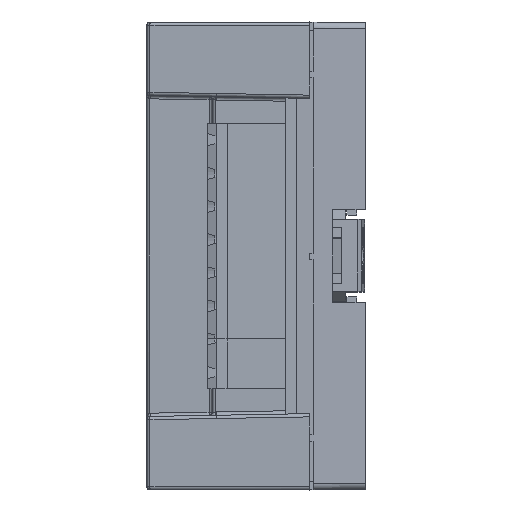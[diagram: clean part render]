
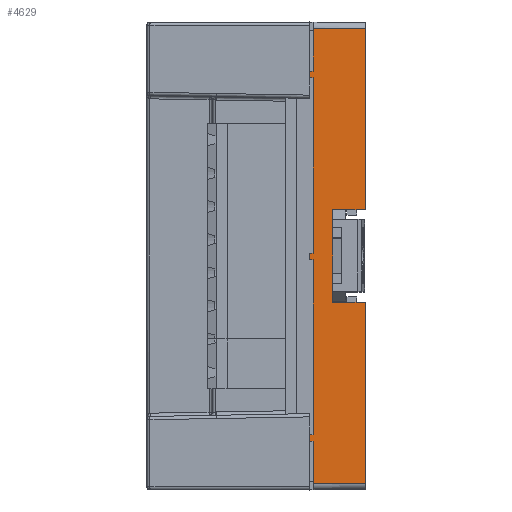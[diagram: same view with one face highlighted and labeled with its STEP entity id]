
A CAD part, left-side view. The second image highlights one B-rep face of the part: STEP entity #4629.
In plain terms, the highlighted planar face has unit normal (-1, -0.009, 0).
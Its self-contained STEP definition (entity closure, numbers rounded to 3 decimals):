
#4629=ADVANCED_FACE('',(#7021),#5759,.T.);
#5759=PLANE('',#37514);
#7021=FACE_OUTER_BOUND('',#8493,.T.);
#8493=EDGE_LOOP('',(#14156,#14157,#14158,#14159,#14160,#14161,#14162,#14163,
#14164,#14165,#14166,#14167,#14168,#14169,#14170,#14171,#14172,#14173,#14174,
#14175));
#14156=ORIENTED_EDGE('',*,*,#24985,.T.);
#14157=ORIENTED_EDGE('',*,*,#25126,.T.);
#14158=ORIENTED_EDGE('',*,*,#25127,.T.);
#14159=ORIENTED_EDGE('',*,*,#25128,.T.);
#14160=ORIENTED_EDGE('',*,*,#25129,.F.);
#14161=ORIENTED_EDGE('',*,*,#25130,.F.);
#14162=ORIENTED_EDGE('',*,*,#25080,.T.);
#14163=ORIENTED_EDGE('',*,*,#25131,.T.);
#14164=ORIENTED_EDGE('',*,*,#24258,.T.);
#14165=ORIENTED_EDGE('',*,*,#25132,.T.);
#14166=ORIENTED_EDGE('',*,*,#25133,.T.);
#14167=ORIENTED_EDGE('',*,*,#25134,.T.);
#14168=ORIENTED_EDGE('',*,*,#25083,.T.);
#14169=ORIENTED_EDGE('',*,*,#25135,.F.);
#14170=ORIENTED_EDGE('',*,*,#25136,.T.);
#14171=ORIENTED_EDGE('',*,*,#25137,.T.);
#14172=ORIENTED_EDGE('',*,*,#25138,.T.);
#14173=ORIENTED_EDGE('',*,*,#25139,.T.);
#14174=ORIENTED_EDGE('',*,*,#24981,.T.);
#14175=ORIENTED_EDGE('',*,*,#24978,.F.);
#19488=VERTEX_POINT('',#54549);
#19489=VERTEX_POINT('',#54551);
#20065=VERTEX_POINT('',#56047);
#20066=VERTEX_POINT('',#56049);
#20068=VERTEX_POINT('',#56055);
#20070=VERTEX_POINT('',#56061);
#20147=VERTEX_POINT('',#56252);
#20148=VERTEX_POINT('',#56254);
#20149=VERTEX_POINT('',#56258);
#20150=VERTEX_POINT('',#56260);
#20180=VERTEX_POINT('',#56345);
#20181=VERTEX_POINT('',#56347);
#20182=VERTEX_POINT('',#56349);
#20183=VERTEX_POINT('',#56351);
#20184=VERTEX_POINT('',#56355);
#20185=VERTEX_POINT('',#56357);
#20186=VERTEX_POINT('',#56360);
#20187=VERTEX_POINT('',#56362);
#20188=VERTEX_POINT('',#56364);
#20189=VERTEX_POINT('',#56366);
#24258=EDGE_CURVE('',#19489,#19488,#28957,.T.);
#24978=EDGE_CURVE('',#20065,#20066,#29517,.T.);
#24981=EDGE_CURVE('',#20068,#20066,#29520,.T.);
#24985=EDGE_CURVE('',#20065,#20070,#29524,.T.);
#25080=EDGE_CURVE('',#20147,#20148,#29605,.T.);
#25083=EDGE_CURVE('',#20149,#20150,#29606,.T.);
#25126=EDGE_CURVE('',#20070,#20180,#29649,.T.);
#25127=EDGE_CURVE('',#20180,#20181,#29650,.T.);
#25128=EDGE_CURVE('',#20181,#20182,#29651,.T.);
#25129=EDGE_CURVE('',#20183,#20182,#29652,.T.);
#25130=EDGE_CURVE('',#20147,#20183,#29653,.T.);
#25131=EDGE_CURVE('',#20148,#19489,#29654,.T.);
#25132=EDGE_CURVE('',#19488,#20184,#29655,.T.);
#25133=EDGE_CURVE('',#20184,#20185,#29656,.T.);
#25134=EDGE_CURVE('',#20185,#20149,#29657,.T.);
#25135=EDGE_CURVE('',#20186,#20150,#29658,.T.);
#25136=EDGE_CURVE('',#20186,#20187,#29659,.T.);
#25137=EDGE_CURVE('',#20187,#20188,#29660,.T.);
#25138=EDGE_CURVE('',#20188,#20189,#29661,.T.);
#25139=EDGE_CURVE('',#20189,#20068,#29662,.T.);
#28957=LINE('',#54550,#33123);
#29517=LINE('',#56048,#33683);
#29520=LINE('',#56054,#33686);
#29524=LINE('',#56062,#33690);
#29605=LINE('',#56255,#33771);
#29606=LINE('',#56261,#33772);
#29649=LINE('',#56344,#33815);
#29650=LINE('',#56346,#33816);
#29651=LINE('',#56348,#33817);
#29652=LINE('',#56350,#33818);
#29653=LINE('',#56352,#33819);
#29654=LINE('',#56353,#33820);
#29655=LINE('',#56354,#33821);
#29656=LINE('',#56356,#33822);
#29657=LINE('',#56358,#33823);
#29658=LINE('',#56359,#33824);
#29659=LINE('',#56361,#33825);
#29660=LINE('',#56363,#33826);
#29661=LINE('',#56365,#33827);
#29662=LINE('',#56367,#33828);
#33123=VECTOR('',#43197,1.);
#33683=VECTOR('',#44479,1.);
#33686=VECTOR('',#44484,1.);
#33690=VECTOR('',#44490,1.);
#33771=VECTOR('',#44639,1.);
#33772=VECTOR('',#44646,1.);
#33815=VECTOR('',#44711,1.);
#33816=VECTOR('',#44712,1.);
#33817=VECTOR('',#44713,1.);
#33818=VECTOR('',#44714,1.);
#33819=VECTOR('',#44715,1.);
#33820=VECTOR('',#44716,1.);
#33821=VECTOR('',#44717,1.);
#33822=VECTOR('',#44718,1.);
#33823=VECTOR('',#44719,1.);
#33824=VECTOR('',#44720,1.);
#33825=VECTOR('',#44721,1.);
#33826=VECTOR('',#44722,1.);
#33827=VECTOR('',#44723,1.);
#33828=VECTOR('',#44724,1.);
#37514=AXIS2_PLACEMENT_3D('',#56368,#44725,#44726);
#43197=DIRECTION('',(-0.009,1.,0.009));
#44479=DIRECTION('',(0.,0.,1.));
#44484=DIRECTION('',(-0.009,1.,0.));
#44490=DIRECTION('',(0.009,-1.,0.));
#44639=DIRECTION('',(0.009,-1.,0.009));
#44646=DIRECTION('',(-0.009,1.,0.009));
#44711=DIRECTION('',(0.,0.,-1.));
#44712=DIRECTION('',(-0.009,1.,0.));
#44713=DIRECTION('',(0.,0.,-1.));
#44714=DIRECTION('',(-0.009,1.,0.));
#44715=DIRECTION('',(0.,0.,1.));
#44716=DIRECTION('',(0.,0.,1.));
#44717=DIRECTION('',(0.,0.,1.));
#44718=DIRECTION('',(0.009,-1.,0.009));
#44719=DIRECTION('',(0.,0.,1.));
#44720=DIRECTION('',(0.,0.,1.));
#44721=DIRECTION('',(-0.009,1.,0.));
#44722=DIRECTION('',(0.,0.,-1.));
#44723=DIRECTION('',(0.009,-1.,0.));
#44724=DIRECTION('',(0.,0.,-1.));
#44725=DIRECTION('',(-1.,-0.009,0.));
#44726=DIRECTION('',(0.,0.,1.));
#54549=CARTESIAN_POINT('',(-44.974,5.,-7.1));
#54550=CARTESIAN_POINT('',(-44.93,0.,-7.144));
#54551=CARTESIAN_POINT('',(-44.93,0.,-7.144));
#56047=CARTESIAN_POINT('',(-45.004,8.5,-0.576));
#56048=CARTESIAN_POINT('',(-45.004,8.5,-0.076));
#56049=CARTESIAN_POINT('',(-45.004,8.5,0.424));
#56054=CARTESIAN_POINT('',(-44.978,5.484,0.424));
#56055=CARTESIAN_POINT('',(-45.,8.,0.424));
#56061=CARTESIAN_POINT('',(-45.,8.,-0.576));
#56062=CARTESIAN_POINT('',(-44.93,0.,-0.576));
#56252=CARTESIAN_POINT('',(-45.,8.,-34.9));
#56254=CARTESIAN_POINT('',(-44.93,0.,-34.83));
#56255=CARTESIAN_POINT('',(-44.93,0.009,-34.83));
#56258=CARTESIAN_POINT('',(-44.93,0.,34.83));
#56260=CARTESIAN_POINT('',(-45.,8.,34.9));
#56261=CARTESIAN_POINT('',(-45.,8.009,34.9));
#56344=CARTESIAN_POINT('',(-45.,8.,0.5));
#56345=CARTESIAN_POINT('',(-45.,8.,-27.426));
#56346=CARTESIAN_POINT('',(-45.,8.,-27.426));
#56347=CARTESIAN_POINT('',(-45.004,8.5,-27.426));
#56348=CARTESIAN_POINT('',(-45.004,8.5,-27.426));
#56349=CARTESIAN_POINT('',(-45.004,8.5,-28.426));
#56350=CARTESIAN_POINT('',(-45.004,8.5,-28.426));
#56351=CARTESIAN_POINT('',(-45.,8.,-28.426));
#56352=CARTESIAN_POINT('',(-45.,8.,-35.4));
#56353=CARTESIAN_POINT('',(-44.93,0.,-35.33));
#56354=CARTESIAN_POINT('',(-44.974,5.,3.522));
#56355=CARTESIAN_POINT('',(-44.974,5.,7.1));
#56356=CARTESIAN_POINT('',(-44.974,5.,7.1));
#56357=CARTESIAN_POINT('',(-44.93,0.,7.144));
#56358=CARTESIAN_POINT('',(-44.93,0.,7.144));
#56359=CARTESIAN_POINT('',(-45.,8.,28.35));
#56360=CARTESIAN_POINT('',(-45.,8.,28.35));
#56361=CARTESIAN_POINT('',(-45.,8.,28.35));
#56362=CARTESIAN_POINT('',(-45.004,8.5,28.35));
#56363=CARTESIAN_POINT('',(-45.004,8.5,28.35));
#56364=CARTESIAN_POINT('',(-45.004,8.5,27.35));
#56365=CARTESIAN_POINT('',(-45.004,8.5,27.35));
#56366=CARTESIAN_POINT('',(-45.,8.,27.35));
#56367=CARTESIAN_POINT('',(-45.,8.,0.5));
#56368=CARTESIAN_POINT('',(-44.93,0.,0.));
